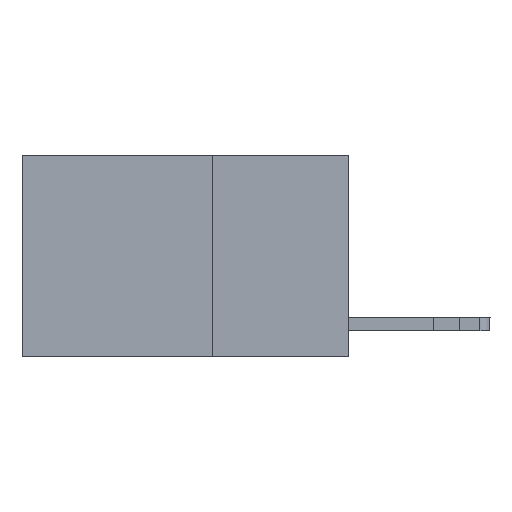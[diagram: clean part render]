
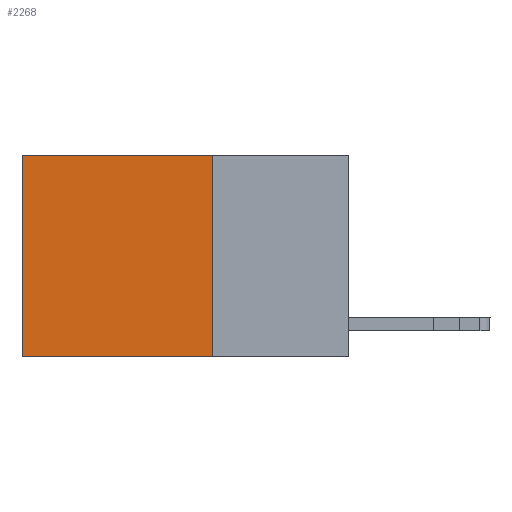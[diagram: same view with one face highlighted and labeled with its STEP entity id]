
A CAD part, left-side view. The second image highlights one B-rep face of the part: STEP entity #2268.
In plain terms, the highlighted planar face has unit normal (-1, 0, 0).
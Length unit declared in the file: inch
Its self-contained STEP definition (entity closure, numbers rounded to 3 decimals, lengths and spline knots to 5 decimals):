
#350 = CARTESIAN_POINT ( 'NONE',  ( 0.2625, 0.25, -0.37 ) ) ;
#1102 = ORIENTED_EDGE ( 'NONE', *, *, #14105, .F. ) ;
#2268 = ADVANCED_FACE ( 'NONE', ( #8197 ), #10801, .F. ) ;
#2314 = VECTOR ( 'NONE', #12523, 39.37008 ) ;
#3382 = CARTESIAN_POINT ( 'NONE',  ( 0.2625, 0.6, 0. ) ) ;
#4331 = CARTESIAN_POINT ( 'NONE',  ( 0.2625, 0.6, 0. ) ) ;
#4428 = CARTESIAN_POINT ( 'NONE',  ( 0.2625, 0.25, 0. ) ) ;
#4540 = VERTEX_POINT ( 'NONE', #19421 ) ;
#4876 = VECTOR ( 'NONE', #14994, 39.37008 ) ;
#5814 = VECTOR ( 'NONE', #11836, 39.37008 ) ;
#7218 = ORIENTED_EDGE ( 'NONE', *, *, #7514, .T. ) ;
#7514 = EDGE_CURVE ( 'NONE', #9261, #13569, #17640, .T. ) ;
#8197 = FACE_OUTER_BOUND ( 'NONE', #13786, .T. ) ;
#8898 = EDGE_CURVE ( 'NONE', #13569, #22480, #12055, .T. ) ;
#9066 = DIRECTION ( 'NONE',  ( 1., 0., 0. ) ) ;
#9111 = VECTOR ( 'NONE', #21205, 39.37008 ) ;
#9261 = VERTEX_POINT ( 'NONE', #18903 ) ;
#10715 = LINE ( 'NONE', #4428, #5814 ) ;
#10801 = PLANE ( 'NONE',  #19838 ) ;
#11836 = DIRECTION ( 'NONE',  ( 0., 0., -1. ) ) ;
#12055 = LINE ( 'NONE', #3382, #2314 ) ;
#12523 = DIRECTION ( 'NONE',  ( 0., 0., -1. ) ) ;
#12969 = EDGE_CURVE ( 'NONE', #9261, #4540, #10715, .T. ) ;
#13530 = LINE ( 'NONE', #350, #4876 ) ;
#13569 = VERTEX_POINT ( 'NONE', #4331 ) ;
#13786 = EDGE_LOOP ( 'NONE', ( #21976, #1102, #15147, #7218 ) ) ;
#14105 = EDGE_CURVE ( 'NONE', #4540, #22480, #13530, .T. ) ;
#14340 = CARTESIAN_POINT ( 'NONE',  ( 0.2625, 0.25, 0. ) ) ;
#14994 = DIRECTION ( 'NONE',  ( 0., 1., 0. ) ) ;
#15147 = ORIENTED_EDGE ( 'NONE', *, *, #12969, .F. ) ;
#17640 = LINE ( 'NONE', #22952, #9111 ) ;
#18550 = DIRECTION ( 'NONE',  ( 0., 0., -1. ) ) ;
#18903 = CARTESIAN_POINT ( 'NONE',  ( 0.2625, 0.25, 0. ) ) ;
#19421 = CARTESIAN_POINT ( 'NONE',  ( 0.2625, 0.25, -0.37 ) ) ;
#19838 = AXIS2_PLACEMENT_3D ( 'NONE', #14340, #9066, #18550 ) ;
#21205 = DIRECTION ( 'NONE',  ( 0., 1., 0. ) ) ;
#21976 = ORIENTED_EDGE ( 'NONE', *, *, #8898, .T. ) ;
#22480 = VERTEX_POINT ( 'NONE', #22829 ) ;
#22829 = CARTESIAN_POINT ( 'NONE',  ( 0.2625, 0.6, -0.37 ) ) ;
#22952 = CARTESIAN_POINT ( 'NONE',  ( 0.2625, 0.25, 0. ) ) ;
